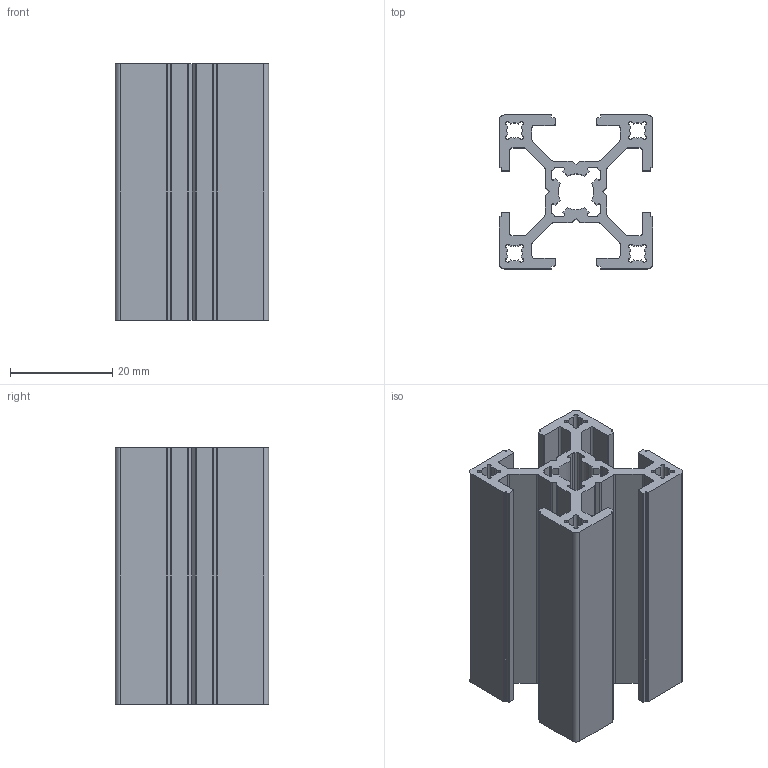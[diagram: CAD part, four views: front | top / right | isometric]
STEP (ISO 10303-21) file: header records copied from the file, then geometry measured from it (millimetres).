
FILE_DESCRIPTION (( 'STEP AP203' ), '1' );
FILE_NAME ('3030.step', '2023-05-12T09:13:08', ( '' ), ( '' ), 'SwSTEP 2.0', 'SolidWorks 2021', '' );
FILE_SCHEMA (( 'CONFIG_CONTROL_DESIGN' ));
Length unit declared in the file: millimetre
Products named in the file (1): 3030
Bounding box: 30 x 30 x 50 mm (x, y, z)
Volume: 15517.6 mm3; surface area: 18151 mm2
Topology: 1 solids, 1 shells, 285 faces, 849 edges, 566 vertices
Faces by surface type: cylinder 143, plane 142
Entity records: 9746 total; most frequent: DIRECTION 1707, CARTESIAN_POINT 1701, ORIENTED_EDGE 1698, EDGE_CURVE 849, AXIS2_PLACEMENT_3D 572, VERTEX_POINT 566, LINE 563, VECTOR 563
